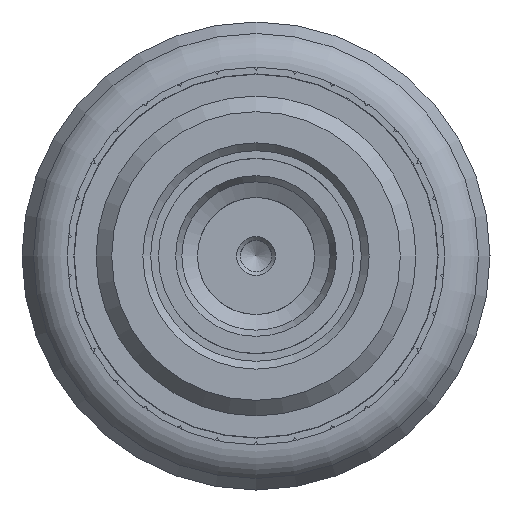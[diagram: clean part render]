
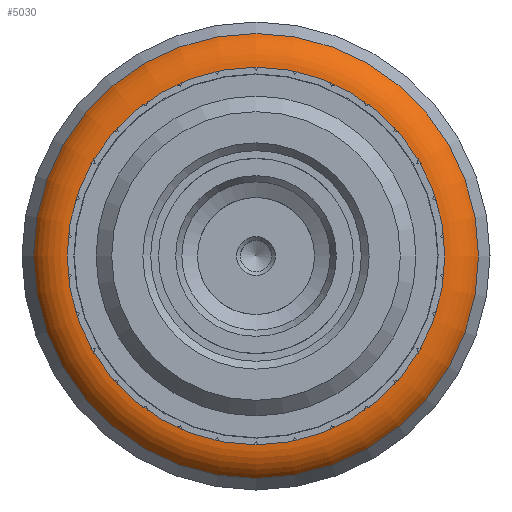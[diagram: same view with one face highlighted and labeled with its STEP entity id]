
A CAD part, left-side view. The second image highlights one B-rep face of the part: STEP entity #5030.
In plain terms, the highlighted toroidal (fillet/blend) face has major radius 2.421 mm and minor radius 0.5 mm.
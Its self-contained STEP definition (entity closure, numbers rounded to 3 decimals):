
#18=TOROIDAL_SURFACE('',#7426,2.421,0.5);
#1537=ORIENTED_EDGE('',*,*,#2607,.F.);
#1538=ORIENTED_EDGE('',*,*,#2608,.F.);
#2607=EDGE_CURVE('',#3220,#3220,#3614,.T.);
#2608=EDGE_CURVE('',#3221,#3221,#3615,.F.);
#3220=VERTEX_POINT('',#10321);
#3221=VERTEX_POINT('',#10324);
#3614=CIRCLE('',#7425,2.853);
#3615=CIRCLE('',#7427,2.421);
#3981=EDGE_LOOP('',(#1537));
#3982=EDGE_LOOP('',(#1538));
#4478=FACE_BOUND('',#3981,.T.);
#4479=FACE_BOUND('',#3982,.T.);
#5030=ADVANCED_FACE('',(#4478,#4479),#18,.T.);
#7425=AXIS2_PLACEMENT_3D('',#10320,#8397,#8398);
#7426=AXIS2_PLACEMENT_3D('',#10322,#8399,#8400);
#7427=AXIS2_PLACEMENT_3D('',#10323,#8401,#8402);
#8397=DIRECTION('',(1.,0.,0.));
#8398=DIRECTION('',(0.,1.,0.));
#8399=DIRECTION('',(1.,0.,0.));
#8400=DIRECTION('',(0.,1.,0.));
#8401=DIRECTION('',(1.,0.,0.));
#8402=DIRECTION('',(0.,1.,0.));
#10320=CARTESIAN_POINT('',(0.248,0.,0.));
#10321=CARTESIAN_POINT('',(0.248,2.853,0.));
#10322=CARTESIAN_POINT('',(0.5,0.,0.));
#10323=CARTESIAN_POINT('',(0.,0.,0.));
#10324=CARTESIAN_POINT('',(0.,2.421,0.));
